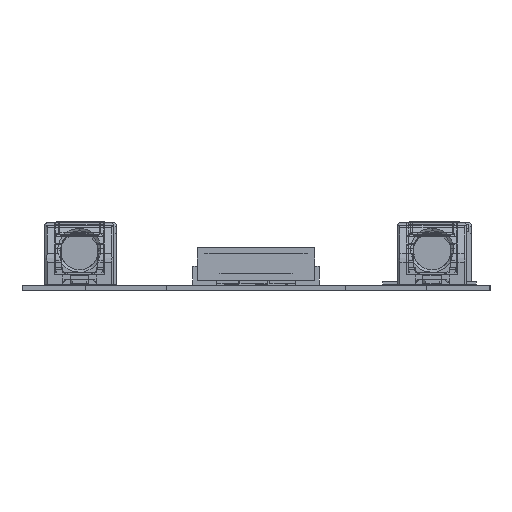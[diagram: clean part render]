
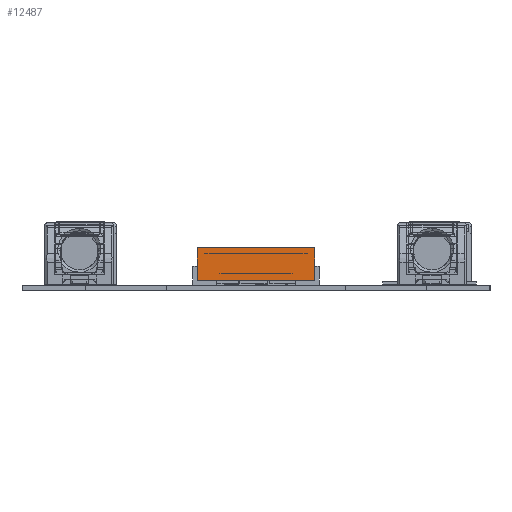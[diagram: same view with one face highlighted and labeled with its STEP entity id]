
A CAD part, left-side view. The second image highlights one B-rep face of the part: STEP entity #12487.
In plain terms, the highlighted face is planar.
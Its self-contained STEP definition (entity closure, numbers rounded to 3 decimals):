
#423 = LINE ( 'NONE', #12314, #38524 ) ;
#2366 = DIRECTION ( 'NONE',  ( 0., 0., -1. ) ) ;
#3490 = CARTESIAN_POINT ( 'NONE',  ( -2.5, 2.5, 0.2 ) ) ;
#3985 = EDGE_CURVE ( 'NONE', #13432, #28190, #21830, .T. ) ;
#4273 = VECTOR ( 'NONE', #2366, 1000. ) ;
#4518 = CARTESIAN_POINT ( 'NONE',  ( 2.5, 2.5, 1.6 ) ) ;
#5047 = CARTESIAN_POINT ( 'NONE',  ( 2.5, 2.5, 1.6 ) ) ;
#5684 = CARTESIAN_POINT ( 'NONE',  ( 2.5, 2.5, 0.2 ) ) ;
#5881 = EDGE_CURVE ( 'NONE', #29915, #17891, #423, .T. ) ;
#8552 = EDGE_CURVE ( 'NONE', #28190, #17891, #28760, .T. ) ;
#10514 = VECTOR ( 'NONE', #37742, 1000. ) ;
#10517 = LINE ( 'NONE', #5047, #16656 ) ;
#11780 = DIRECTION ( 'NONE',  ( -1., 0., 0. ) ) ;
#11807 = DIRECTION ( 'NONE',  ( 1., 0., 0. ) ) ;
#12314 = CARTESIAN_POINT ( 'NONE',  ( -2.5, 2.5, 0.2 ) ) ;
#12487 = ADVANCED_FACE ( 'NONE', ( #17443 ), #31959, .F. ) ;
#13432 = VERTEX_POINT ( 'NONE', #4518 ) ;
#15713 = AXIS2_PLACEMENT_3D ( 'NONE', #21051, #20929, #11807 ) ;
#16656 = VECTOR ( 'NONE', #29389, 1000. ) ;
#17308 = ORIENTED_EDGE ( 'NONE', *, *, #5881, .T. ) ;
#17443 = FACE_OUTER_BOUND ( 'NONE', #28438, .T. ) ;
#17891 = VERTEX_POINT ( 'NONE', #3490 ) ;
#20929 = DIRECTION ( 'NONE',  ( 0., -1., 0. ) ) ;
#21051 = CARTESIAN_POINT ( 'NONE',  ( -2.5, 2.5, 1.6 ) ) ;
#21830 = LINE ( 'NONE', #37350, #10514 ) ;
#22836 = EDGE_CURVE ( 'NONE', #13432, #29915, #10517, .T. ) ;
#24007 = ORIENTED_EDGE ( 'NONE', *, *, #8552, .F. ) ;
#28190 = VERTEX_POINT ( 'NONE', #38010 ) ;
#28438 = EDGE_LOOP ( 'NONE', ( #17308, #24007, #34115, #34088 ) ) ;
#28760 = LINE ( 'NONE', #38675, #4273 ) ;
#29389 = DIRECTION ( 'NONE',  ( 0., 0., -1. ) ) ;
#29915 = VERTEX_POINT ( 'NONE', #5684 ) ;
#31959 = PLANE ( 'NONE',  #15713 ) ;
#34088 = ORIENTED_EDGE ( 'NONE', *, *, #22836, .T. ) ;
#34115 = ORIENTED_EDGE ( 'NONE', *, *, #3985, .F. ) ;
#37350 = CARTESIAN_POINT ( 'NONE',  ( -2.5, 2.5, 1.6 ) ) ;
#37742 = DIRECTION ( 'NONE',  ( -1., 0., 0. ) ) ;
#38010 = CARTESIAN_POINT ( 'NONE',  ( -2.5, 2.5, 1.6 ) ) ;
#38524 = VECTOR ( 'NONE', #11780, 1000. ) ;
#38675 = CARTESIAN_POINT ( 'NONE',  ( -2.5, 2.5, 1.6 ) ) ;
